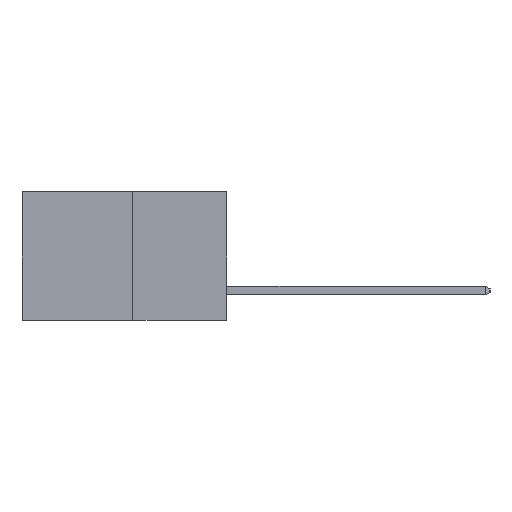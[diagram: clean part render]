
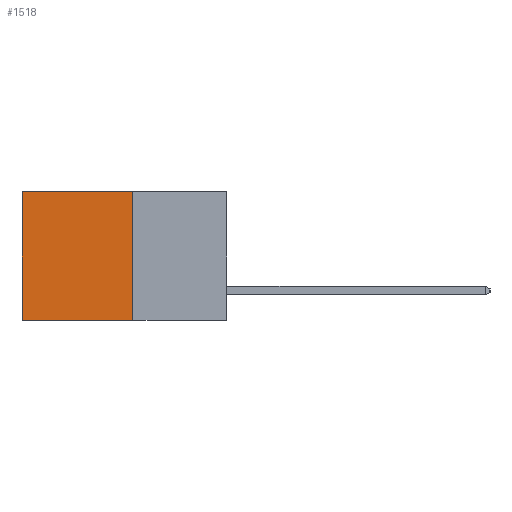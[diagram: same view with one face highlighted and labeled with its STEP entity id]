
A CAD part, left-side view. The second image highlights one B-rep face of the part: STEP entity #1518.
In plain terms, the highlighted planar face has unit normal (-1, 0, 0).
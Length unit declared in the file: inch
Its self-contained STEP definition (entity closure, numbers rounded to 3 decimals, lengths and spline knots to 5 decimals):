
#496 = EDGE_LOOP ( 'NONE', ( #4894, #7037, #9070, #5153 ) ) ;
#550 = EDGE_CURVE ( 'NONE', #7970, #3396, #9129, .T. ) ;
#1518 = ADVANCED_FACE ( 'NONE', ( #9368 ), #4685, .F. ) ;
#3396 = VERTEX_POINT ( 'NONE', #3619 ) ;
#3609 = AXIS2_PLACEMENT_3D ( 'NONE', #5609, #5539, #5546 ) ;
#3619 = CARTESIAN_POINT ( 'NONE',  ( 0.277, 0.27, -0.37 ) ) ;
#3765 = VECTOR ( 'NONE', #5335, 39.37008 ) ;
#4089 = EDGE_CURVE ( 'NONE', #10002, #6674, #8060, .T. ) ;
#4518 = VECTOR ( 'NONE', #5416, 39.37008 ) ;
#4685 = PLANE ( 'NONE',  #3609 ) ;
#4881 = EDGE_CURVE ( 'NONE', #7970, #10002, #8491, .T. ) ;
#4894 = ORIENTED_EDGE ( 'NONE', *, *, #4089, .T. ) ;
#5045 = CARTESIAN_POINT ( 'NONE',  ( 0.277, 0.27, 0. ) ) ;
#5153 = ORIENTED_EDGE ( 'NONE', *, *, #4881, .T. ) ;
#5335 = DIRECTION ( 'NONE',  ( 0., 1., 0. ) ) ;
#5416 = DIRECTION ( 'NONE',  ( 0., 1., 0. ) ) ;
#5539 = DIRECTION ( 'NONE',  ( 1., 0., 0. ) ) ;
#5546 = DIRECTION ( 'NONE',  ( 0., 0., -1. ) ) ;
#5593 = CARTESIAN_POINT ( 'NONE',  ( 0.277, 0.59, -0.37 ) ) ;
#5609 = CARTESIAN_POINT ( 'NONE',  ( 0.277, 0.27, -0.37 ) ) ;
#5723 = VECTOR ( 'NONE', #6262, 39.37008 ) ;
#6262 = DIRECTION ( 'NONE',  ( 0., 0., -1. ) ) ;
#6415 = CARTESIAN_POINT ( 'NONE',  ( 0.277, 0.59, -0.37 ) ) ;
#6469 = DIRECTION ( 'NONE',  ( 0., 0., -1. ) ) ;
#6674 = VERTEX_POINT ( 'NONE', #5593 ) ;
#7037 = ORIENTED_EDGE ( 'NONE', *, *, #9475, .F. ) ;
#7106 = VECTOR ( 'NONE', #6469, 39.37008 ) ;
#7692 = CARTESIAN_POINT ( 'NONE',  ( 0.277, 0.27, -0.37 ) ) ;
#7970 = VERTEX_POINT ( 'NONE', #10235 ) ;
#8046 = LINE ( 'NONE', #7692, #3765 ) ;
#8060 = LINE ( 'NONE', #6415, #5723 ) ;
#8320 = CARTESIAN_POINT ( 'NONE',  ( 0.277, 0.59, 0. ) ) ;
#8491 = LINE ( 'NONE', #5045, #4518 ) ;
#9070 = ORIENTED_EDGE ( 'NONE', *, *, #550, .F. ) ;
#9129 = LINE ( 'NONE', #9600, #7106 ) ;
#9368 = FACE_OUTER_BOUND ( 'NONE', #496, .T. ) ;
#9475 = EDGE_CURVE ( 'NONE', #3396, #6674, #8046, .T. ) ;
#9600 = CARTESIAN_POINT ( 'NONE',  ( 0.277, 0.27, -0.37 ) ) ;
#10002 = VERTEX_POINT ( 'NONE', #8320 ) ;
#10235 = CARTESIAN_POINT ( 'NONE',  ( 0.277, 0.27, 0. ) ) ;
